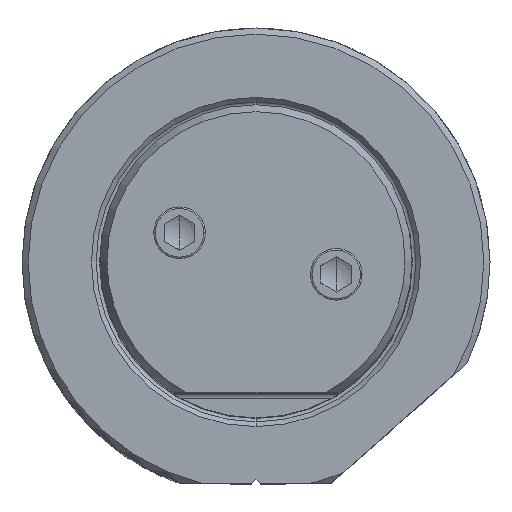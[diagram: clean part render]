
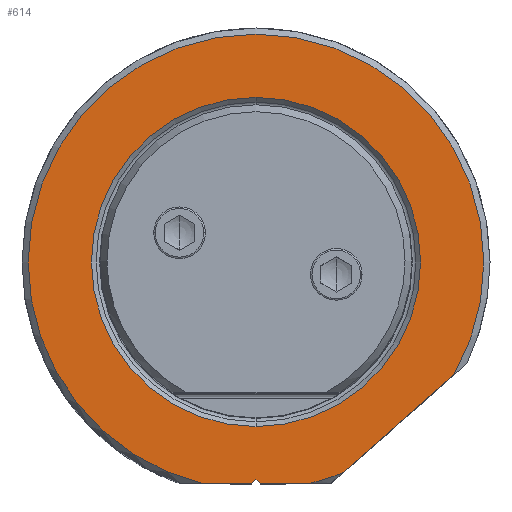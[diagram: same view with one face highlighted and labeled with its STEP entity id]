
A CAD part, top view. The second image highlights one B-rep face of the part: STEP entity #614.
In plain terms, the highlighted planar face has unit normal (0, 0, 1).
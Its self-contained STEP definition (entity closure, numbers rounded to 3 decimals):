
#131=PLANE('',#5684);
#614=ADVANCED_FACE('',(#912,#913),#131,.T.);
#912=FACE_BOUND('',#1034,.T.);
#913=FACE_BOUND('',#1035,.T.);
#1034=EDGE_LOOP('',(#2730,#2731,#2732,#2733,#2734,#2735,#2736,#2737,#2738));
#1035=EDGE_LOOP('',(#2739,#2740));
#1369=LINE('',#11737,#1670);
#1371=LINE('',#11751,#1672);
#1373=LINE('',#11755,#1674);
#1375=LINE('',#11759,#1676);
#1377=LINE('',#11768,#1678);
#1670=VECTOR('',#6615,1.);
#1672=VECTOR('',#6619,1.);
#1674=VECTOR('',#6623,1.);
#1676=VECTOR('',#6627,1.);
#1678=VECTOR('',#6631,1.);
#2730=ORIENTED_EDGE('',*,*,#4614,.T.);
#2731=ORIENTED_EDGE('',*,*,#4602,.T.);
#2732=ORIENTED_EDGE('',*,*,#4615,.T.);
#2733=ORIENTED_EDGE('',*,*,#4616,.T.);
#2734=ORIENTED_EDGE('',*,*,#4617,.T.);
#2735=ORIENTED_EDGE('',*,*,#4613,.F.);
#2736=ORIENTED_EDGE('',*,*,#4610,.T.);
#2737=ORIENTED_EDGE('',*,*,#4608,.T.);
#2738=ORIENTED_EDGE('',*,*,#4606,.F.);
#2739=ORIENTED_EDGE('',*,*,#4618,.T.);
#2740=ORIENTED_EDGE('',*,*,#4619,.T.);
#3957=VERTEX_POINT('',#11736);
#3958=VERTEX_POINT('',#11738);
#3960=VERTEX_POINT('',#11750);
#3961=VERTEX_POINT('',#11752);
#3962=VERTEX_POINT('',#11756);
#3963=VERTEX_POINT('',#11760);
#3964=VERTEX_POINT('',#11767);
#3965=VERTEX_POINT('',#11772);
#3966=VERTEX_POINT('',#11774);
#3967=VERTEX_POINT('',#11777);
#3968=VERTEX_POINT('',#11778);
#4602=EDGE_CURVE('',#3958,#3957,#1369,.T.);
#4606=EDGE_CURVE('',#3960,#3961,#1371,.T.);
#4608=EDGE_CURVE('',#3962,#3961,#1373,.T.);
#4610=EDGE_CURVE('',#3963,#3962,#1375,.T.);
#4613=EDGE_CURVE('',#3963,#3964,#1377,.T.);
#4614=EDGE_CURVE('',#3960,#3958,#5133,.T.);
#4615=EDGE_CURVE('',#3957,#3965,#5134,.T.);
#4616=EDGE_CURVE('',#3965,#3966,#5135,.T.);
#4617=EDGE_CURVE('',#3966,#3964,#5136,.T.);
#4618=EDGE_CURVE('',#3967,#3968,#5137,.T.);
#4619=EDGE_CURVE('',#3968,#3967,#5138,.T.);
#5133=CIRCLE('',#5678,18.55);
#5134=CIRCLE('',#5679,18.55);
#5135=CIRCLE('',#5680,18.55);
#5136=CIRCLE('',#5681,18.55);
#5137=CIRCLE('',#5682,13.4);
#5138=CIRCLE('',#5683,13.4);
#5678=AXIS2_PLACEMENT_3D('',#11770,#6634,#6635);
#5679=AXIS2_PLACEMENT_3D('',#11771,#6636,#6637);
#5680=AXIS2_PLACEMENT_3D('',#11773,#6638,#6639);
#5681=AXIS2_PLACEMENT_3D('',#11775,#6640,#6641);
#5682=AXIS2_PLACEMENT_3D('',#11776,#6642,#6643);
#5683=AXIS2_PLACEMENT_3D('',#11779,#6644,#6645);
#5684=AXIS2_PLACEMENT_3D('',#11780,#6646,#6647);
#6615=DIRECTION('',(0.75,0.662,0.));
#6619=DIRECTION('',(-1.,0.,0.));
#6623=DIRECTION('',(0.707,-0.707,0.));
#6627=DIRECTION('',(0.707,0.707,0.));
#6631=DIRECTION('',(-1.,0.,0.));
#6634=DIRECTION('',(0.,0.,1.));
#6635=DIRECTION('',(0.231,-0.973,0.));
#6636=DIRECTION('',(0.,0.,1.));
#6637=DIRECTION('',(0.869,-0.495,0.));
#6638=DIRECTION('',(0.,0.,1.));
#6639=DIRECTION('',(1.,0.,0.));
#6640=DIRECTION('',(0.,0.,1.));
#6641=DIRECTION('',(-1.,0.,0.));
#6642=DIRECTION('',(0.,0.,-1.));
#6643=DIRECTION('',(0.,1.,0.));
#6644=DIRECTION('',(0.,0.,-1.));
#6645=DIRECTION('',(0.,-1.,0.));
#6646=DIRECTION('',(0.,0.,1.));
#6647=DIRECTION('',(0.,1.,0.));
#11736=CARTESIAN_POINT('',(16.117,-9.185,0.));
#11737=CARTESIAN_POINT('',(7.106,-17.135,0.));
#11738=CARTESIAN_POINT('',(7.106,-17.135,0.));
#11750=CARTESIAN_POINT('',(4.278,-18.05,0.));
#11751=CARTESIAN_POINT('',(4.278,-18.05,0.));
#11752=CARTESIAN_POINT('',(0.354,-18.05,0.));
#11755=CARTESIAN_POINT('',(0.,-17.696,0.));
#11756=CARTESIAN_POINT('',(0.,-17.696,0.));
#11759=CARTESIAN_POINT('',(-0.354,-18.05,0.));
#11760=CARTESIAN_POINT('',(-0.354,-18.05,0.));
#11767=CARTESIAN_POINT('',(-4.278,-18.05,0.));
#11768=CARTESIAN_POINT('',(-3.222,-18.05,0.));
#11770=CARTESIAN_POINT('',(0.,0.,0.));
#11771=CARTESIAN_POINT('',(0.,0.,0.));
#11772=CARTESIAN_POINT('',(18.55,0.,0.));
#11773=CARTESIAN_POINT('',(0.,0.,0.));
#11774=CARTESIAN_POINT('',(-18.55,0.,0.));
#11775=CARTESIAN_POINT('',(0.,0.,0.));
#11776=CARTESIAN_POINT('',(0.,0.,0.));
#11777=CARTESIAN_POINT('',(0.,13.4,0.));
#11778=CARTESIAN_POINT('',(0.,-13.4,0.));
#11779=CARTESIAN_POINT('',(0.,0.,0.));
#11780=CARTESIAN_POINT('',(0.,0.251,0.));
